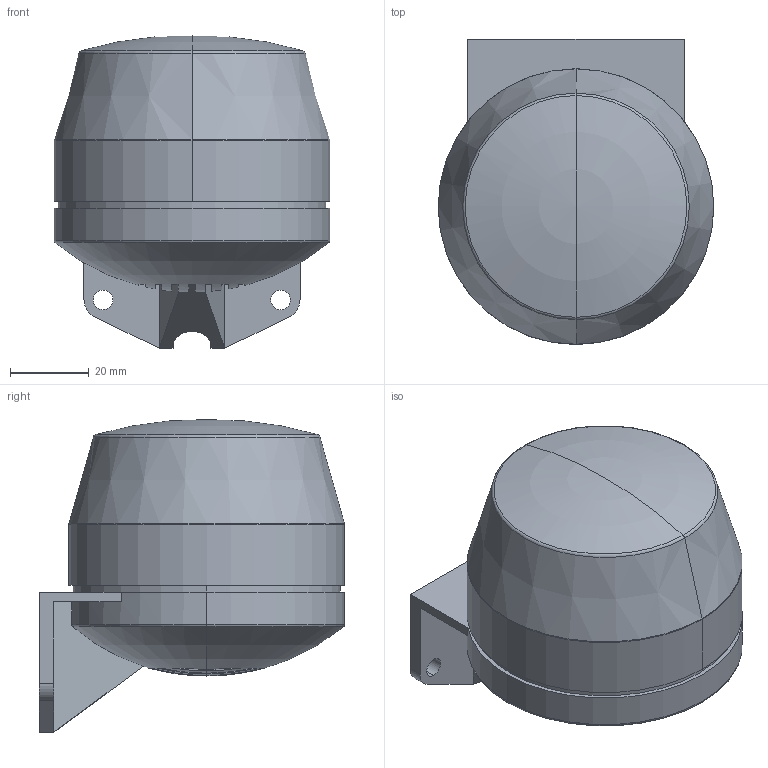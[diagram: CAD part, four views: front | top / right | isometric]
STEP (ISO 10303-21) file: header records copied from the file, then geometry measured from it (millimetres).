
FILE_DESCRIPTION (( 'STEP AP214' ), '1' );
FILE_NAME ('482_3D Modell.STEP', '2014-10-30T19:00:46', ( '' ), ( '' ), 'SwSTEP 2.0', 'SolidWorks 2014', '' );
FILE_SCHEMA (( 'AUTOMOTIVE_DESIGN' ));
Length unit declared in the file: inch
Products named in the file (3): 48234715_BODY; 48234715_CAP; 482_3D Modell
Assembly tree (2 placements, depth 2):
  482_3D Modell
    48234715_BODY
    48234715_CAP
Bounding box: 69.85 x 77.3 x 79.25 mm (x, y, z)
Volume: 50459.3 mm3; surface area: 43943 mm2
Topology: 2 solids, 2 shells, 110 faces, 322 edges, 204 vertices
Faces by surface type: plane 49, cylinder 38, torus 19, cone 4
Entity records: 4042 total; most frequent: CARTESIAN_POINT 1011, ORIENTED_EDGE 636, DIRECTION 611, EDGE_CURVE 318, AXIS2_PLACEMENT_3D 242, VERTEX_POINT 204, VECTOR 127, CIRCLE 127
